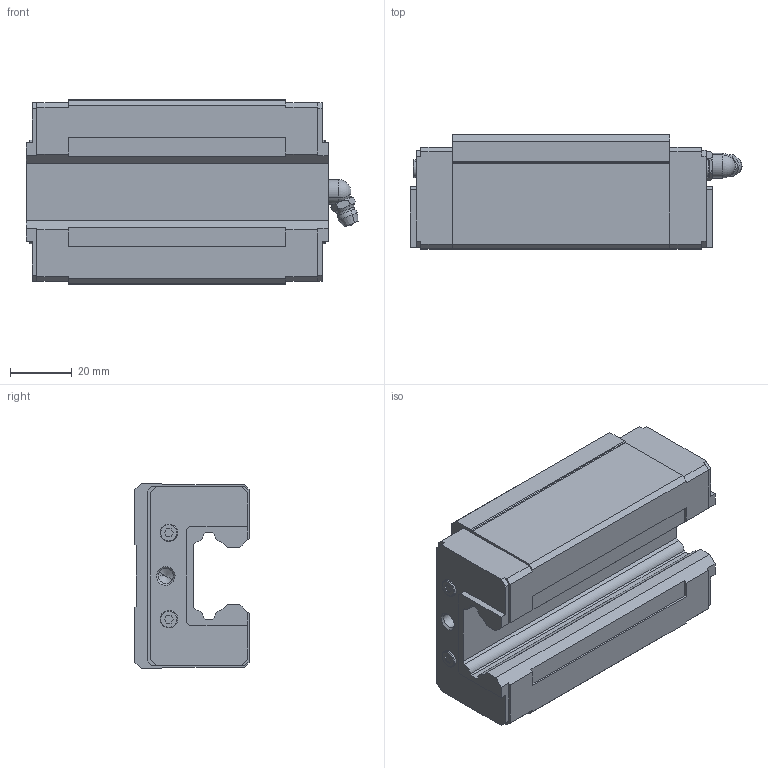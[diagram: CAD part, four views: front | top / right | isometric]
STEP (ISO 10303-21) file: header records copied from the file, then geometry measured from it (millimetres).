
FILE_DESCRIPTION(('CATIA V5 STEP Exchange'),'2;1');
FILE_NAME('HSV30RSS_BLOCK_B-M6F.stp','2015-11-25T07:43:57+00:00',('none'),('none'),'Version 5-6 Release 2012','CATIA V5 STEP AP203','none');
FILE_SCHEMA(('CONFIG_CONTROL_DESIGN'));
Length unit declared in the file: millimetre
Products named in the file (1): HSV30RSS_BLOCK_B-M6F
Assembly tree (2 placements, depth 2):
  HSV30RSS_BLOCK_B-M6F
    #57
    #5125
Bounding box: 107.6 x 37 x 60 mm (x, y, z)
Volume: 159830.6 mm3; surface area: 27554.1 mm2
Topology: 2 solids, 2 shells, 228 faces, 597 edges, 434 vertices
Faces by surface type: plane 144, cone 36, cylinder 30, torus 12, sphere 6
Entity records: 6552 total; most frequent: CARTESIAN_POINT 1374, ORIENTED_EDGE 1162, DIRECTION 841, EDGE_CURVE 581, VECTOR 426, LINE 426, VERTEX_POINT 374, AXIS2_PLACEMENT_3D 270
